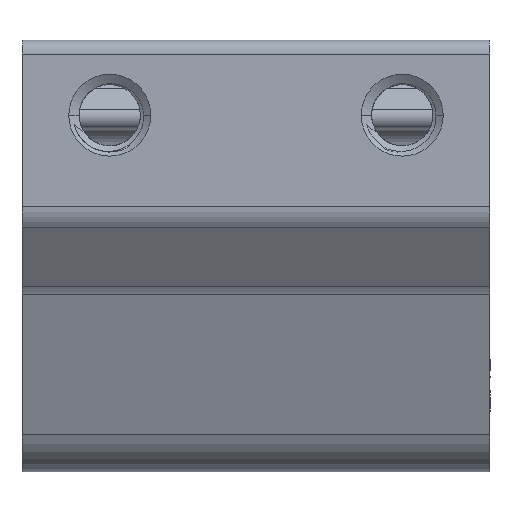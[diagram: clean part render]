
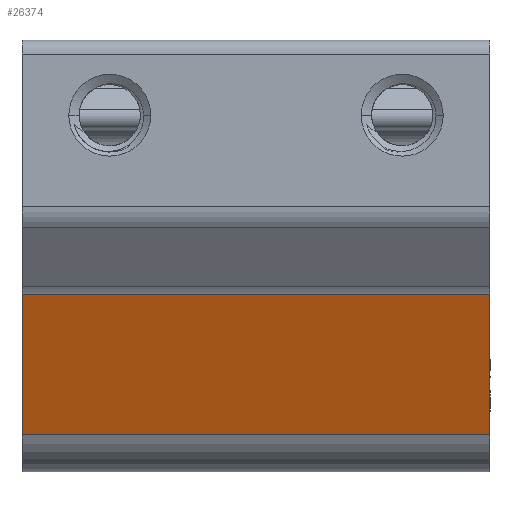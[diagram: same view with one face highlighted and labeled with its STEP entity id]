
A CAD part, left-side view. The second image highlights one B-rep face of the part: STEP entity #26374.
In plain terms, the highlighted planar face has unit normal (-0.931, 0, -0.364).
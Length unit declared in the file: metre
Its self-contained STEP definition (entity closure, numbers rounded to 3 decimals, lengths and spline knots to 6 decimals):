
#524 = CARTESIAN_POINT ( 'NONE',  ( -0.033603, -0.0254, 0.007241 ) ) ;
#1170 = VERTEX_POINT ( 'NONE', #13252 ) ;
#1336 = EDGE_CURVE ( 'NONE', #1170, #5832, #28061, .T. ) ;
#2770 = EDGE_LOOP ( 'NONE', ( #24540, #12947, #20716, #2845 ) ) ;
#2845 = ORIENTED_EDGE ( 'NONE', *, *, #1336, .T. ) ;
#5009 = CARTESIAN_POINT ( 'NONE',  ( -0.033603, -0.0254, 0.007241 ) ) ;
#5163 = VECTOR ( 'NONE', #31406, 1. ) ;
#5832 = VERTEX_POINT ( 'NONE', #22043 ) ;
#7162 = CARTESIAN_POINT ( 'NONE',  ( -0.030629, -0.0254, -0.000378 ) ) ;
#7290 = LINE ( 'NONE', #26175, #13435 ) ;
#7353 = EDGE_CURVE ( 'NONE', #29910, #27541, #35085, .T. ) ;
#9412 = VECTOR ( 'NONE', #12232, 1. ) ;
#9616 = DIRECTION ( 'NONE',  ( 0.364, 0., -0.932 ) ) ;
#12232 = DIRECTION ( 'NONE',  ( 0., 1., 0. ) ) ;
#12947 = ORIENTED_EDGE ( 'NONE', *, *, #7353, .T. ) ;
#13252 = CARTESIAN_POINT ( 'NONE',  ( -0.027655, 0.0254, -0.007998 ) ) ;
#13435 = VECTOR ( 'NONE', #9616, 1. ) ;
#14191 = CARTESIAN_POINT ( 'NONE',  ( -0.027655, -0.0254, -0.007998 ) ) ;
#14407 = CARTESIAN_POINT ( 'NONE',  ( -0.033603, 0.0254, 0.007241 ) ) ;
#14537 = VECTOR ( 'NONE', #22828, 1. ) ;
#15568 = DIRECTION ( 'NONE',  ( -0.932, 0., -0.364 ) ) ;
#20716 = ORIENTED_EDGE ( 'NONE', *, *, #24110, .F. ) ;
#21758 = LINE ( 'NONE', #23036, #5163 ) ;
#22043 = CARTESIAN_POINT ( 'NONE',  ( -0.027655, -0.0254, -0.007998 ) ) ;
#22828 = DIRECTION ( 'NONE',  ( 0., -1., 0. ) ) ;
#23036 = CARTESIAN_POINT ( 'NONE',  ( -0.027655, 0.0254, -0.007998 ) ) ;
#23401 = DIRECTION ( 'NONE',  ( -0.364, 0., 0.932 ) ) ;
#24110 = EDGE_CURVE ( 'NONE', #1170, #27541, #21758, .T. ) ;
#24540 = ORIENTED_EDGE ( 'NONE', *, *, #25536, .F. ) ;
#25536 = EDGE_CURVE ( 'NONE', #29910, #5832, #7290, .T. ) ;
#26087 = PLANE ( 'NONE',  #35595 ) ;
#26175 = CARTESIAN_POINT ( 'NONE',  ( -0.033603, -0.0254, 0.007241 ) ) ;
#26374 = ADVANCED_FACE ( 'NONE', ( #34256 ), #26087, .T. ) ;
#27541 = VERTEX_POINT ( 'NONE', #14407 ) ;
#28061 = LINE ( 'NONE', #14191, #14537 ) ;
#29910 = VERTEX_POINT ( 'NONE', #5009 ) ;
#31406 = DIRECTION ( 'NONE',  ( -0.364, 0., 0.932 ) ) ;
#34256 = FACE_OUTER_BOUND ( 'NONE', #2770, .T. ) ;
#35085 = LINE ( 'NONE', #524, #9412 ) ;
#35595 = AXIS2_PLACEMENT_3D ( 'NONE', #7162, #15568, #23401 ) ;
